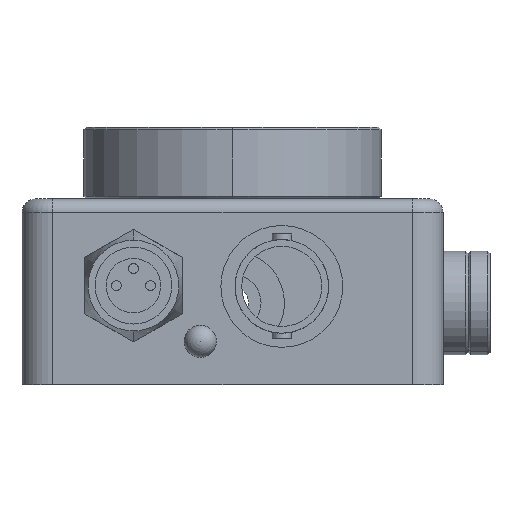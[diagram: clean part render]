
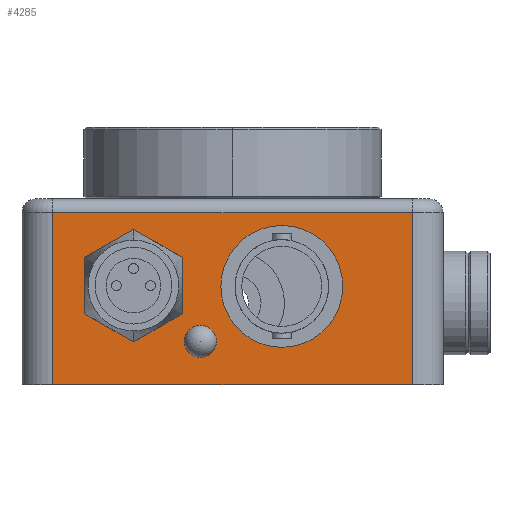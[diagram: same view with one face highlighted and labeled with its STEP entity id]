
A CAD part, front view. The second image highlights one B-rep face of the part: STEP entity #4285.
In plain terms, the highlighted planar face has unit normal (0, -1, 0).
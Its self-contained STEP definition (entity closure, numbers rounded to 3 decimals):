
#603 = EDGE_LOOP ( 'NONE', ( #6622, #13415 ) ) ;
#649 = EDGE_LOOP ( 'NONE', ( #7330, #6416 ) ) ;
#1019 = ORIENTED_EDGE ( 'NONE', *, *, #1790, .T. ) ;
#1355 = FACE_OUTER_BOUND ( 'NONE', #14221, .T. ) ;
#1498 = LINE ( 'NONE', #14765, #9760 ) ;
#1709 = EDGE_CURVE ( 'NONE', #13598, #15219, #1498, .T. ) ;
#1718 = EDGE_CURVE ( 'NONE', #10708, #13598, #9921, .T. ) ;
#1736 = EDGE_CURVE ( 'NONE', #11189, #6603, #9735, .T. ) ;
#1738 = EDGE_CURVE ( 'NONE', #6603, #11189, #7956, .T. ) ;
#1740 = EDGE_CURVE ( 'NONE', #11388, #4371, #7944, .T. ) ;
#1756 = EDGE_CURVE ( 'NONE', #4371, #11388, #7971, .T. ) ;
#1761 = EDGE_CURVE ( 'NONE', #13256, #12174, #4629, .T. ) ;
#1763 = EDGE_CURVE ( 'NONE', #12174, #13256, #5054, .T. ) ;
#1779 = FACE_BOUND ( 'NONE', #649, .T. ) ;
#1790 = EDGE_CURVE ( 'NONE', #15219, #14147, #7577, .T. ) ;
#1822 = EDGE_CURVE ( 'NONE', #14147, #10708, #6495, .T. ) ;
#1962 = ORIENTED_EDGE ( 'NONE', *, *, #1822, .T. ) ;
#2777 = CARTESIAN_POINT ( 'NONE',  ( 11.192, -9.277, 16.143 ) ) ;
#4285 = ADVANCED_FACE ( 'NONE', ( #8382, #1779, #4932, #1355 ), #15533, .F. ) ;
#4371 = VERTEX_POINT ( 'NONE', #8197 ) ;
#4629 = CIRCLE ( 'NONE', #11674, 1.651 ) ;
#4668 = CARTESIAN_POINT ( 'NONE',  ( -3.921, -9.277, 10.047 ) ) ;
#4932 = FACE_BOUND ( 'NONE', #10399, .T. ) ;
#5054 = CIRCLE ( 'NONE', #11923, 1.651 ) ;
#5814 = ORIENTED_EDGE ( 'NONE', *, *, #1738, .F. ) ;
#5888 = CARTESIAN_POINT ( 'NONE',  ( -3.921, -9.277, 27.7 ) ) ;
#6302 = ORIENTED_EDGE ( 'NONE', *, *, #1736, .F. ) ;
#6416 = ORIENTED_EDGE ( 'NONE', *, *, #1740, .T. ) ;
#6495 = LINE ( 'NONE', #13324, #7351 ) ;
#6603 = VERTEX_POINT ( 'NONE', #12767 ) ;
#6622 = ORIENTED_EDGE ( 'NONE', *, *, #1763, .F. ) ;
#7081 = ORIENTED_EDGE ( 'NONE', *, *, #1718, .T. ) ;
#7330 = ORIENTED_EDGE ( 'NONE', *, *, #1756, .T. ) ;
#7351 = VECTOR ( 'NONE', #13562, 1000. ) ;
#7577 = LINE ( 'NONE', #13622, #11859 ) ;
#7944 = CIRCLE ( 'NONE', #10779, 5.016 ) ;
#7956 = LINE ( 'NONE', #14389, #9572 ) ;
#7971 = CIRCLE ( 'NONE', #11712, 5.016 ) ;
#8192 = CARTESIAN_POINT ( 'NONE',  ( 16.406, -9.277, 24.779 ) ) ;
#8197 = CARTESIAN_POINT ( 'NONE',  ( 4.334, -9.277, 25.223 ) ) ;
#8382 = FACE_BOUND ( 'NONE', #603, .T. ) ;
#8707 = VECTOR ( 'NONE', #14521, 1000. ) ;
#9572 = VECTOR ( 'NONE', #14472, 1000. ) ;
#9600 = CARTESIAN_POINT ( 'NONE',  ( 4.334, -9.277, 15.191 ) ) ;
#9735 = CIRCLE ( 'NONE', #10758, 5.563 ) ;
#9760 = VECTOR ( 'NONE', #14755, 1000. ) ;
#9921 = LINE ( 'NONE', #14625, #8707 ) ;
#10399 = EDGE_LOOP ( 'NONE', ( #5814, #6302 ) ) ;
#10708 = VERTEX_POINT ( 'NONE', #5888 ) ;
#10758 = AXIS2_PLACEMENT_3D ( 'NONE', #14380, #14375, #14344 ) ;
#10779 = AXIS2_PLACEMENT_3D ( 'NONE', #14276, #14245, #14228 ) ;
#11189 = VERTEX_POINT ( 'NONE', #8192 ) ;
#11388 = VERTEX_POINT ( 'NONE', #9600 ) ;
#11674 = AXIS2_PLACEMENT_3D ( 'NONE', #13733, #13716, #13704 ) ;
#11712 = AXIS2_PLACEMENT_3D ( 'NONE', #13795, #13782, #13762 ) ;
#11859 = VECTOR ( 'NONE', #13745, 1000. ) ;
#11923 = AXIS2_PLACEMENT_3D ( 'NONE', #13668, #13655, #13653 ) ;
#12174 = VERTEX_POINT ( 'NONE', #14862 ) ;
#12767 = CARTESIAN_POINT ( 'NONE',  ( 22.743, -9.277, 24.779 ) ) ;
#13256 = VERTEX_POINT ( 'NONE', #2777 ) ;
#13324 = CARTESIAN_POINT ( 'NONE',  ( -7.096, -9.277, 27.7 ) ) ;
#13415 = ORIENTED_EDGE ( 'NONE', *, *, #1761, .F. ) ;
#13562 = DIRECTION ( 'NONE',  ( -1., 0., 0. ) ) ;
#13598 = VERTEX_POINT ( 'NONE', #4668 ) ;
#13622 = CARTESIAN_POINT ( 'NONE',  ( 32.909, -9.277, 29.097 ) ) ;
#13653 = DIRECTION ( 'NONE',  ( 0., 0., -1. ) ) ;
#13655 = DIRECTION ( 'NONE',  ( 0., -1., 0. ) ) ;
#13668 = CARTESIAN_POINT ( 'NONE',  ( 11.192, -9.277, 14.492 ) ) ;
#13704 = DIRECTION ( 'NONE',  ( 0., 0., -1. ) ) ;
#13716 = DIRECTION ( 'NONE',  ( 0., -1., 0. ) ) ;
#13733 = CARTESIAN_POINT ( 'NONE',  ( 11.192, -9.277, 14.492 ) ) ;
#13745 = DIRECTION ( 'NONE',  ( 0., 0., 1. ) ) ;
#13762 = DIRECTION ( 'NONE',  ( 0., 0., 1. ) ) ;
#13782 = DIRECTION ( 'NONE',  ( 0., 1., 0. ) ) ;
#13795 = CARTESIAN_POINT ( 'NONE',  ( 4.334, -9.277, 20.207 ) ) ;
#14147 = VERTEX_POINT ( 'NONE', #14773 ) ;
#14221 = EDGE_LOOP ( 'NONE', ( #1019, #1962, #7081, #14335 ) ) ;
#14228 = DIRECTION ( 'NONE',  ( 0., 0., 1. ) ) ;
#14245 = DIRECTION ( 'NONE',  ( 0., 1., 0. ) ) ;
#14276 = CARTESIAN_POINT ( 'NONE',  ( 4.334, -9.277, 20.207 ) ) ;
#14335 = ORIENTED_EDGE ( 'NONE', *, *, #1709, .T. ) ;
#14344 = DIRECTION ( 'NONE',  ( 0., 0., -1. ) ) ;
#14375 = DIRECTION ( 'NONE',  ( 0., -1., 0. ) ) ;
#14380 = CARTESIAN_POINT ( 'NONE',  ( 19.574, -9.277, 20.207 ) ) ;
#14389 = CARTESIAN_POINT ( 'NONE',  ( 16.406, -9.277, 24.779 ) ) ;
#14472 = DIRECTION ( 'NONE',  ( -1., 0., 0. ) ) ;
#14521 = DIRECTION ( 'NONE',  ( 0., 0., -1. ) ) ;
#14586 = DIRECTION ( 'NONE',  ( 0., 1., 0. ) ) ;
#14625 = CARTESIAN_POINT ( 'NONE',  ( -3.921, -9.277, 29.097 ) ) ;
#14704 = CARTESIAN_POINT ( 'NONE',  ( -7.096, -9.277, 29.097 ) ) ;
#14753 = DIRECTION ( 'NONE',  ( 0., 0., 1. ) ) ;
#14755 = DIRECTION ( 'NONE',  ( 1., 0., 0. ) ) ;
#14765 = CARTESIAN_POINT ( 'NONE',  ( -7.096, -9.277, 10.047 ) ) ;
#14768 = CARTESIAN_POINT ( 'NONE',  ( 32.909, -9.277, 10.047 ) ) ;
#14773 = CARTESIAN_POINT ( 'NONE',  ( 32.909, -9.277, 27.7 ) ) ;
#14862 = CARTESIAN_POINT ( 'NONE',  ( 11.192, -9.277, 12.841 ) ) ;
#15133 = AXIS2_PLACEMENT_3D ( 'NONE', #14704, #14586, #14753 ) ;
#15219 = VERTEX_POINT ( 'NONE', #14768 ) ;
#15533 = PLANE ( 'NONE',  #15133 ) ;
